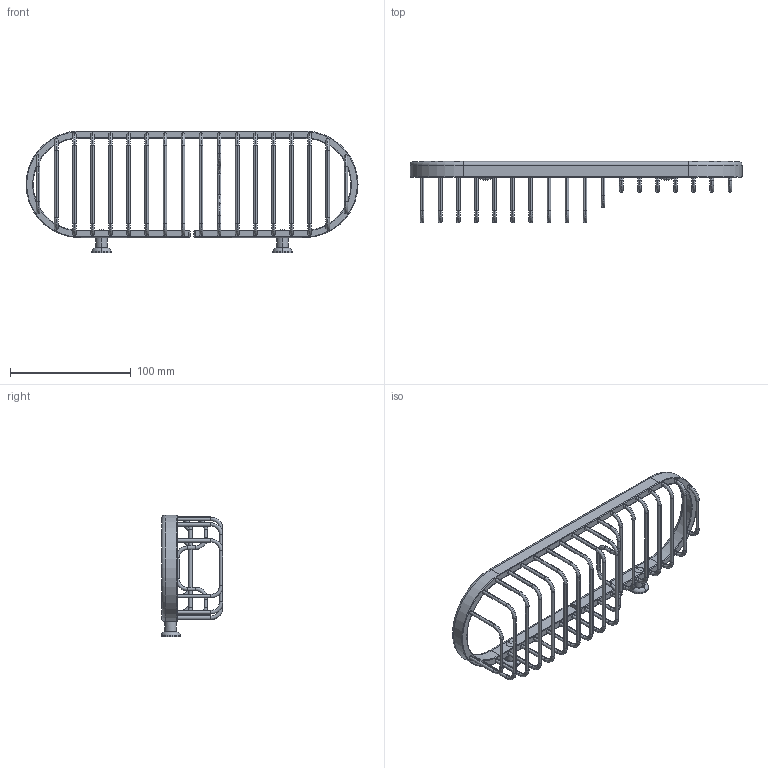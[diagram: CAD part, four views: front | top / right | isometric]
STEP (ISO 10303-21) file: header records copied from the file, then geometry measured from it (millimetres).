
FILE_DESCRIPTION((''),'2;1');
FILE_NAME('501','2022-01-12T10:18:16',('jinson.thomas'),(''),'CREO PARAMETRIC BY PTC INC, 2018400','CREO PARAMETRIC BY PTC INC, 2018400','');
FILE_SCHEMA(('CONFIG_CONTROL_DESIGN'));
Length unit declared in the file: inch
Products named in the file (1): 501
Bounding box: 275.08 x 51.28 x 100.89 mm (x, y, z)
Volume: 64811.3 mm3; surface area: 43992.9 mm2
Topology: 1 solids, 1 shells, 248 faces, 554 edges, 306 vertices
Faces by surface type: cylinder 137, torus 94, plane 9, bspline 4, sphere 4
Entity records: 7236 total; most frequent: CARTESIAN_POINT 1450, DIRECTION 1392, ORIENTED_EDGE 1100, AXIS2_PLACEMENT_3D 620, EDGE_CURVE 550, CIRCLE 376, VERTEX_POINT 306, EDGE_LOOP 286
